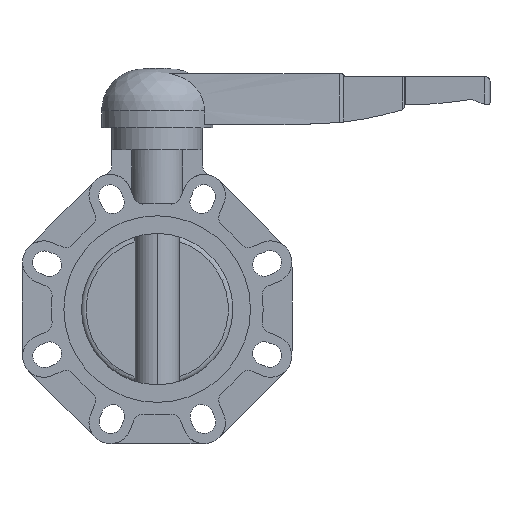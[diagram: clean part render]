
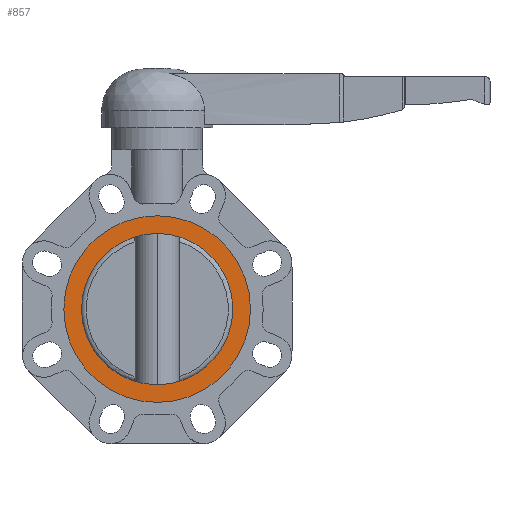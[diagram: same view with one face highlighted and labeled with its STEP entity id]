
A CAD part, front view. The second image highlights one B-rep face of the part: STEP entity #857.
In plain terms, the highlighted planar face has unit normal (0, -1, 0).
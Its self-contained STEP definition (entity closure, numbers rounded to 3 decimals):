
#857=ADVANCED_FACE('',(#1802,#1803),#1804,.T.);
#1802=FACE_OUTER_BOUND('',#2919,.T.);
#1803=FACE_BOUND('',#2920,.T.);
#1804=PLANE('',#2921);
#2919=EDGE_LOOP('',(#5467,#5468));
#2920=EDGE_LOOP('',(#5469,#5470,#5471));
#2921=AXIS2_PLACEMENT_3D('',#5472,#5473,#5474);
#5467=ORIENTED_EDGE('',*,*,#7192,.T.);
#5468=ORIENTED_EDGE('',*,*,#6984,.T.);
#5469=ORIENTED_EDGE('',*,*,#7422,.T.);
#5470=ORIENTED_EDGE('',*,*,#6745,.T.);
#5471=ORIENTED_EDGE('',*,*,#7423,.T.);
#5472=CARTESIAN_POINT('',(0.,-35.5,-180.0));
#5473=DIRECTION('',(0.0,-1.0,0.0));
#5474=DIRECTION('',(1.0,0.0,0.0));
#6745=EDGE_CURVE('',#8165,#8169,#8171,.T.);
#6984=EDGE_CURVE('',#8596,#8600,#8602,.T.);
#7192=EDGE_CURVE('',#8600,#8596,#8930,.T.);
#7422=EDGE_CURVE('',#9236,#8165,#9237,.T.);
#7423=EDGE_CURVE('',#8169,#9236,#9238,.T.);
#8165=VERTEX_POINT('',#10332);
#8169=VERTEX_POINT('',#10337);
#8171=CIRCLE('',#10340,75.0);
#8596=VERTEX_POINT('',#10861);
#8600=VERTEX_POINT('',#10866);
#8602=CIRCLE('',#10869,92.5);
#8930=CIRCLE('',#11288,92.5);
#9236=VERTEX_POINT('',#11711);
#9237=CIRCLE('',#11712,75.0);
#9238=CIRCLE('',#11713,75.0);
#10332=CARTESIAN_POINT('',(-75.0,-35.5,-180.0));
#10337=CARTESIAN_POINT('',(75.0,-35.5,-180.0));
#10340=AXIS2_PLACEMENT_3D('',#12679,#12680,#12681);
#10861=CARTESIAN_POINT('',(0.,-35.5,-87.5));
#10866=CARTESIAN_POINT('',(0.,-35.5,-272.5));
#10869=AXIS2_PLACEMENT_3D('',#13071,#13072,#13073);
#11288=AXIS2_PLACEMENT_3D('',#13388,#13389,#13390);
#11711=CARTESIAN_POINT('',(0.,-35.5,-255.0));
#11712=AXIS2_PLACEMENT_3D('',#13710,#13711,#13712);
#11713=AXIS2_PLACEMENT_3D('',#13713,#13714,#13715);
#12679=CARTESIAN_POINT('',(0.0,-35.5,-180.0));
#12680=DIRECTION('',(-0.0,1.0,0.0));
#12681=DIRECTION('',(0.,0.0,1.0));
#13071=CARTESIAN_POINT('',(0.0,-35.5,-180.0));
#13072=DIRECTION('',(0.0,-1.0,0.0));
#13073=DIRECTION('',(0.,0.0,1.0));
#13388=CARTESIAN_POINT('',(0.0,-35.5,-180.0));
#13389=DIRECTION('',(0.0,-1.0,0.0));
#13390=DIRECTION('',(0.,0.0,1.0));
#13710=CARTESIAN_POINT('',(0.0,-35.5,-180.0));
#13711=DIRECTION('',(-0.0,1.0,0.0));
#13712=DIRECTION('',(0.,0.0,1.0));
#13713=CARTESIAN_POINT('',(0.0,-35.5,-180.0));
#13714=DIRECTION('',(-0.0,1.0,0.0));
#13715=DIRECTION('',(0.,0.0,1.0));
